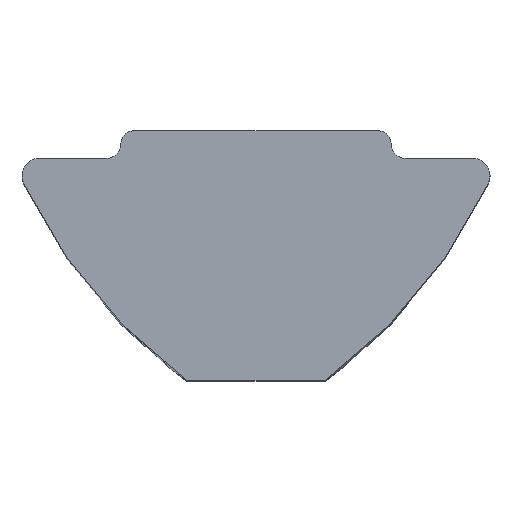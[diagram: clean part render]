
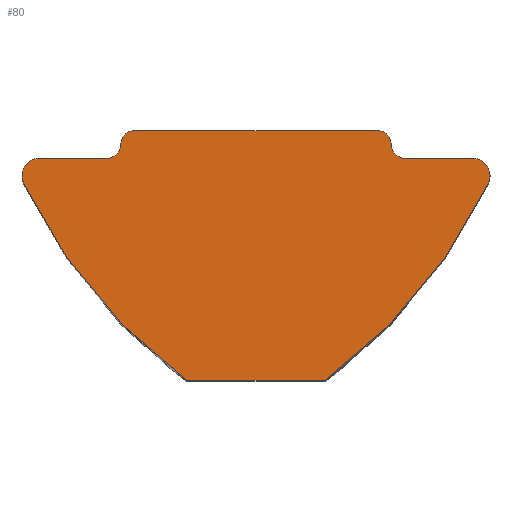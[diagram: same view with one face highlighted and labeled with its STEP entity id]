
A CAD part, top view. The second image highlights one B-rep face of the part: STEP entity #80.
In plain terms, the highlighted planar face has unit normal (0, 0, 1).
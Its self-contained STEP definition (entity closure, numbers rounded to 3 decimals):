
#80=ADVANCED_FACE('NONE',(#164),#165,.T.);
#164=FACE_OUTER_BOUND('',#248,.T.);
#165=PLANE('',#249);
#248=EDGE_LOOP('',(#418,#419,#420,#421,#422,#423,#424,#425,#426,#427,#428,#429,#430,#431));
#249=AXIS2_PLACEMENT_3D('',#432,#433,#434);
#418=ORIENTED_EDGE('',*,*,#586,.T.);
#419=ORIENTED_EDGE('',*,*,#594,.T.);
#420=ORIENTED_EDGE('',*,*,#595,.T.);
#421=ORIENTED_EDGE('',*,*,#588,.T.);
#422=ORIENTED_EDGE('',*,*,#596,.T.);
#423=ORIENTED_EDGE('',*,*,#597,.T.);
#424=ORIENTED_EDGE('',*,*,#558,.T.);
#425=ORIENTED_EDGE('',*,*,#563,.T.);
#426=ORIENTED_EDGE('',*,*,#544,.T.);
#427=ORIENTED_EDGE('',*,*,#567,.T.);
#428=ORIENTED_EDGE('',*,*,#552,.T.);
#429=ORIENTED_EDGE('',*,*,#579,.T.);
#430=ORIENTED_EDGE('',*,*,#581,.T.);
#431=ORIENTED_EDGE('',*,*,#524,.T.);
#432=CARTESIAN_POINT('',(-6.25,-1.3,22.0));
#433=DIRECTION('',(0.0,0.0,1.0));
#434=DIRECTION('',(1.0,-0.0,0.0));
#524=EDGE_CURVE('NONE',#618,#622,#624,.T.);
#544=EDGE_CURVE('NONE',#658,#659,#660,.T.);
#552=EDGE_CURVE('NONE',#667,#672,#674,.T.);
#558=EDGE_CURVE('NONE',#682,#683,#684,.T.);
#563=EDGE_CURVE('NONE',#683,#658,#691,.T.);
#567=EDGE_CURVE('NONE',#659,#667,#695,.T.);
#579=EDGE_CURVE('NONE',#672,#709,#711,.T.);
#581=EDGE_CURVE('NONE',#709,#618,#713,.T.);
#586=EDGE_CURVE('NONE',#622,#718,#720,.T.);
#588=EDGE_CURVE('NONE',#722,#723,#724,.T.);
#594=EDGE_CURVE('NONE',#718,#732,#733,.T.);
#595=EDGE_CURVE('NONE',#732,#722,#734,.T.);
#596=EDGE_CURVE('NONE',#723,#735,#736,.T.);
#597=EDGE_CURVE('NONE',#735,#682,#737,.T.);
#618=VERTEX_POINT('',#760);
#622=VERTEX_POINT('NONE',#765);
#624=CIRCLE('',#768,0.5);
#658=VERTEX_POINT('NONE',#832);
#659=VERTEX_POINT('NONE',#833);
#660=CIRCLE('',#834,0.5);
#667=VERTEX_POINT('NONE',#843);
#672=VERTEX_POINT('NONE',#849);
#674=LINE('',#852,#853);
#682=VERTEX_POINT('NONE',#863);
#683=VERTEX_POINT('NONE',#864);
#684=LINE('',#865,#866);
#691=CIRCLE('',#876,0.5);
#695=CIRCLE('',#885,15.0);
#709=VERTEX_POINT('NONE',#921);
#711=CIRCLE('',#924,15.0);
#713=CIRCLE('',#926,0.5);
#718=VERTEX_POINT('NONE',#932);
#720=LINE('',#935,#936);
#722=VERTEX_POINT('NONE',#938);
#723=VERTEX_POINT('NONE',#939);
#724=LINE('',#940,#941);
#732=VERTEX_POINT('NONE',#952);
#733=CIRCLE('',#953,0.4);
#734=CIRCLE('',#954,0.4);
#735=VERTEX_POINT('NONE',#955);
#736=CIRCLE('',#956,0.4);
#737=CIRCLE('',#957,0.4);
#760=CARTESIAN_POINT('',(6.75,-1.3,22.0));
#765=CARTESIAN_POINT('',(6.25,-0.8,22.0));
#768=AXIS2_PLACEMENT_3D('',#985,#986,#987);
#832=CARTESIAN_POINT('',(-6.75,-1.3,22.0));
#833=CARTESIAN_POINT('',(-6.702,-1.514,22.0));
#834=AXIS2_PLACEMENT_3D('',#1009,#1010,#1011);
#843=CARTESIAN_POINT('',(-2.0,-7.2,22.0));
#849=CARTESIAN_POINT('',(2.0,-7.2,22.0));
#852=CARTESIAN_POINT('',(-2.0,-7.2,22.0));
#853=VECTOR('',#1022,1000.0);
#863=CARTESIAN_POINT('',(-4.3,-0.8,22.0));
#864=CARTESIAN_POINT('',(-6.25,-0.8,22.0));
#865=CARTESIAN_POINT('',(-3.9,-0.8,22.0));
#866=VECTOR('',#1028,1000.0);
#876=AXIS2_PLACEMENT_3D('',#1032,#1033,#1034);
#885=AXIS2_PLACEMENT_3D('',#1038,#1039,#1040);
#921=CARTESIAN_POINT('',(6.702,-1.514,22.0));
#924=AXIS2_PLACEMENT_3D('',#1051,#1052,#1053);
#926=AXIS2_PLACEMENT_3D('',#1054,#1055,#1056);
#932=CARTESIAN_POINT('',(4.3,-0.8,22.0));
#935=CARTESIAN_POINT('',(3.9,-0.8,22.0));
#936=VECTOR('',#1062,1000.0);
#938=CARTESIAN_POINT('',(3.5,0.,22.0));
#939=CARTESIAN_POINT('',(-3.5,0.,22.0));
#940=CARTESIAN_POINT('',(3.9,0.,22.0));
#941=VECTOR('',#1063,1000.0);
#952=CARTESIAN_POINT('',(3.9,-0.4,22.0));
#953=AXIS2_PLACEMENT_3D('',#1070,#1071,#1072);
#954=AXIS2_PLACEMENT_3D('',#1073,#1074,#1075);
#955=CARTESIAN_POINT('',(-3.9,-0.4,22.0));
#956=AXIS2_PLACEMENT_3D('',#1076,#1077,#1078);
#957=AXIS2_PLACEMENT_3D('',#1079,#1080,#1081);
#985=CARTESIAN_POINT('',(6.25,-1.3,22.0));
#986=DIRECTION('',(0.0,0.0,1.0));
#987=DIRECTION('',(-1.0,0.0,0.0));
#1009=CARTESIAN_POINT('',(-6.25,-1.3,22.0));
#1010=DIRECTION('',(0.0,0.0,1.0));
#1011=DIRECTION('',(1.0,0.0,0.0));
#1022=DIRECTION('',(1.0,0.,0.0));
#1028=DIRECTION('',(-1.0,0.,0.0));
#1032=CARTESIAN_POINT('',(-6.25,-1.3,22.0));
#1033=DIRECTION('',(0.0,0.0,1.0));
#1034=DIRECTION('',(1.0,0.0,0.0));
#1038=CARTESIAN_POINT('',(6.854,4.908,22.0));
#1039=DIRECTION('',(0.0,0.0,1.0));
#1040=DIRECTION('',(1.0,0.0,0.0));
#1051=CARTESIAN_POINT('',(-6.854,4.908,22.0));
#1052=DIRECTION('',(0.0,0.0,1.0));
#1053=DIRECTION('',(-1.0,0.0,0.0));
#1054=CARTESIAN_POINT('',(6.25,-1.3,22.0));
#1055=DIRECTION('',(0.0,0.0,1.0));
#1056=DIRECTION('',(-1.0,0.0,0.0));
#1062=DIRECTION('',(-1.0,0.,-0.0));
#1063=DIRECTION('',(-1.0,0.,0.0));
#1070=CARTESIAN_POINT('',(4.3,-0.4,22.0));
#1071=DIRECTION('',(0.0,0.0,-1.0));
#1072=DIRECTION('',(1.0,0.0,0.0));
#1073=CARTESIAN_POINT('',(3.5,-0.4,22.0));
#1074=DIRECTION('',(0.0,0.0,1.0));
#1075=DIRECTION('',(1.0,0.0,0.0));
#1076=CARTESIAN_POINT('',(-3.5,-0.4,22.0));
#1077=DIRECTION('',(0.0,0.0,1.0));
#1078=DIRECTION('',(1.0,0.0,0.0));
#1079=CARTESIAN_POINT('',(-4.3,-0.4,22.0));
#1080=DIRECTION('',(0.0,0.0,-1.0));
#1081=DIRECTION('',(1.0,0.0,0.0));
